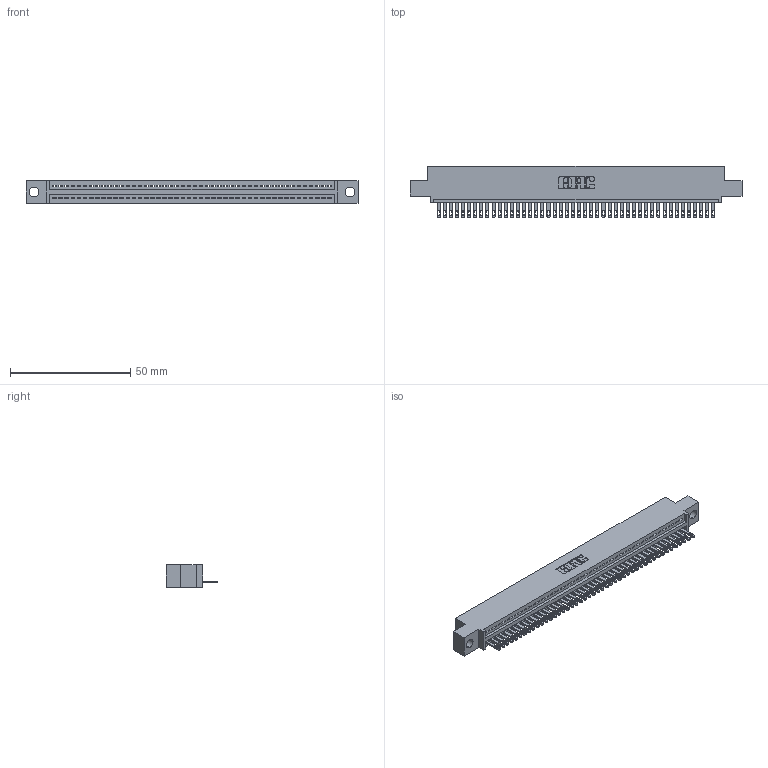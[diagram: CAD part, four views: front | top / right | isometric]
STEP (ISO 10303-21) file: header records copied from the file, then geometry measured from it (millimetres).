
FILE_DESCRIPTION (( 'STEP AP203' ), '1' );
FILE_NAME ('895-046-500-404.STEP', '2020-09-27T04:48:32', ( '' ), ( '' ), 'SwSTEP 2.0', 'SolidWorks 2020', '' );
FILE_SCHEMA (( 'CONFIG_CONTROL_DESIGN' ));
Length unit declared in the file: inch
Products named in the file (3): 895-046-500-404; 845 Part_0.110 Offset - 0.156 Dia-TH; 345-292-001_345-293-100
Assembly tree (47 placements, depth 2):
  895-046-500-404
    845 Part_0.110 Offset - 0.156 Dia-TH
    345-292-001_345-293-100  x46
Bounding box: 138.05 x 21.51 x 9.4 mm (x, y, z)
Volume: 13012.1 mm3; surface area: 17340.1 mm2
Topology: 47 solids, 47 shells, 2614 faces, 8081 edges, 5386 vertices
Faces by surface type: plane 1648, cylinder 966
Entity records: 34147 total; most frequent: CARTESIAN_POINT 5922, ORIENTED_EDGE 5902, DIRECTION 5167, EDGE_CURVE 2951, LINE 2631, VECTOR 2631, VERTEX_POINT 1966, AXIS2_PLACEMENT_3D 1268
